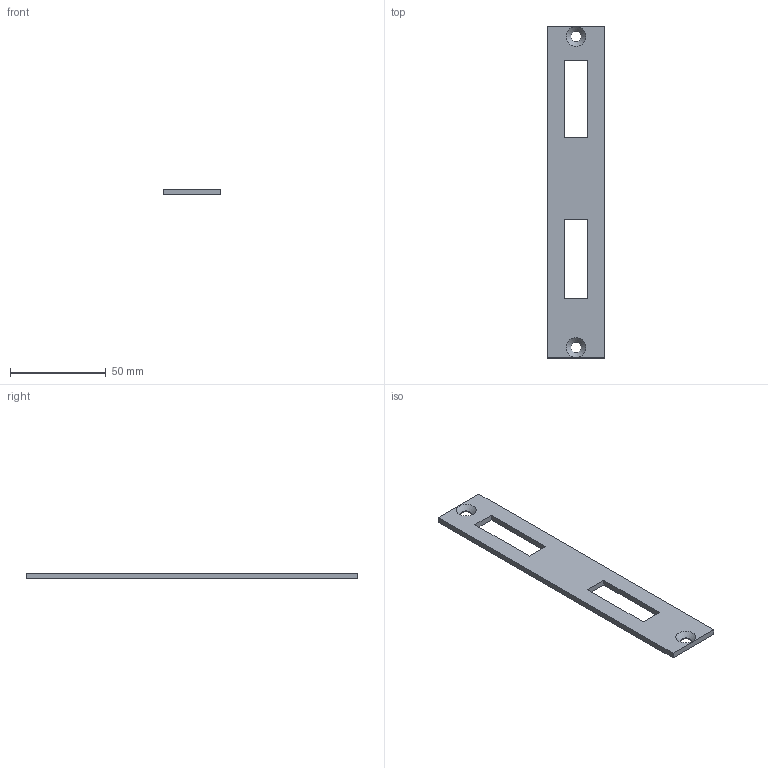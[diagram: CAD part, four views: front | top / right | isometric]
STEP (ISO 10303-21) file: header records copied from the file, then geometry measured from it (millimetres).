
FILE_DESCRIPTION (( 'STEP AP203' ), '1' );
FILE_NAME ('59121-SB-30.step', '2021-11-05T09:54:12', ( '' ), ( '' ), 'SwSTEP 2.0', 'SolidWorks 2018', '' );
FILE_SCHEMA (( 'CONFIG_CONTROL_DESIGN' ));
Length unit declared in the file: millimetre
Products named in the file (2): 59121-SB-30
Bounding box: 30 x 173 x 3 mm (x, y, z)
Volume: 12375.8 mm3; surface area: 10272.1 mm2
Topology: 1 solids, 1 shells, 308 faces, 835 edges, 556 vertices
Faces by surface type: plane 166, bspline 138, cylinder 2, cone 2
Full cylindrical faces by diameter (mm): 5.5 x2
Entity records: 16244 total; most frequent: CARTESIAN_POINT 9267, ORIENTED_EDGE 1662, DIRECTION 905, EDGE_CURVE 831, VERTEX_POINT 556, VECTOR 549, LINE 549, EDGE_LOOP 347
